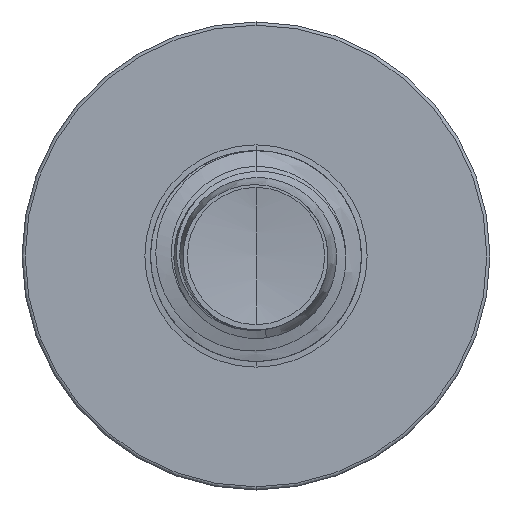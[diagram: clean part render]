
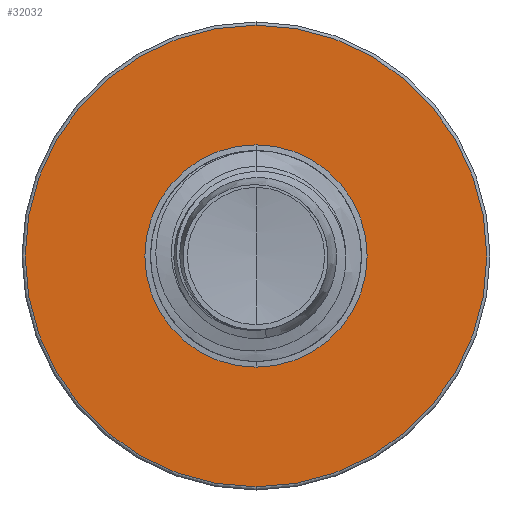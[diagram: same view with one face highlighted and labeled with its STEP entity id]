
A CAD part, front view. The second image highlights one B-rep face of the part: STEP entity #32032.
In plain terms, the highlighted planar face has unit normal (0, -1, 0).
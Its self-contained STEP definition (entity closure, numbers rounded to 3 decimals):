
#40 = AXIS2_PLACEMENT_3D ( 'NONE', #65, #22667, #3410 ) ;
#65 = CARTESIAN_POINT ( 'NONE',  ( 0., 25., 0. ) ) ;
#796 = DIRECTION ( 'NONE',  ( 0., 1., 0. ) ) ;
#2872 = VERTEX_POINT ( 'NONE', #21434 ) ;
#3410 = DIRECTION ( 'NONE',  ( 0., 0., 1. ) ) ;
#3969 = DIRECTION ( 'NONE',  ( 0., 1., 0. ) ) ;
#5452 = CARTESIAN_POINT ( 'NONE',  ( 0., 25., 0. ) ) ;
#7464 = EDGE_CURVE ( 'NONE', #34552, #11842, #16556, .T. ) ;
#8083 = EDGE_CURVE ( 'NONE', #21291, #2872, #21030, .T. ) ;
#8222 = CARTESIAN_POINT ( 'NONE',  ( 0., 25., 2.375 ) ) ;
#8585 = CARTESIAN_POINT ( 'NONE',  ( 0., 25., -4.932 ) ) ;
#8706 = DIRECTION ( 'NONE',  ( 0., 0., 1. ) ) ;
#10645 = EDGE_LOOP ( 'NONE', ( #15531, #15833 ) ) ;
#10836 = AXIS2_PLACEMENT_3D ( 'NONE', #5452, #27835, #8706 ) ;
#11842 = VERTEX_POINT ( 'NONE', #8222 ) ;
#14013 = AXIS2_PLACEMENT_3D ( 'NONE', #20155, #796, #23358 ) ;
#15475 = CARTESIAN_POINT ( 'NONE',  ( 0., 25., -2.375 ) ) ;
#15531 = ORIENTED_EDGE ( 'NONE', *, *, #35029, .F. ) ;
#15833 = ORIENTED_EDGE ( 'NONE', *, *, #8083, .F. ) ;
#15966 = ORIENTED_EDGE ( 'NONE', *, *, #35264, .T. ) ;
#16556 = CIRCLE ( 'NONE', #10836, 2.375 ) ;
#16675 = ORIENTED_EDGE ( 'NONE', *, *, #7464, .T. ) ;
#17521 = CARTESIAN_POINT ( 'NONE',  ( 0., 25., -2.375 ) ) ;
#18948 = DIRECTION ( 'NONE',  ( 0., 0., 1. ) ) ;
#20155 = CARTESIAN_POINT ( 'NONE',  ( 0., 25., 0. ) ) ;
#21030 = CIRCLE ( 'NONE', #25788, 4.933 ) ;
#21291 = VERTEX_POINT ( 'NONE', #8585 ) ;
#21434 = CARTESIAN_POINT ( 'NONE',  ( 0., 25., 4.933 ) ) ;
#22667 = DIRECTION ( 'NONE',  ( 0., 1., 0. ) ) ;
#23213 = CARTESIAN_POINT ( 'NONE',  ( 0., 25., 0. ) ) ;
#23358 = DIRECTION ( 'NONE',  ( 0., 0., 1. ) ) ;
#24604 = EDGE_LOOP ( 'NONE', ( #15966, #16675 ) ) ;
#25788 = AXIS2_PLACEMENT_3D ( 'NONE', #23213, #3969, #26409 ) ;
#26409 = DIRECTION ( 'NONE',  ( 0., 0., 1. ) ) ;
#27835 = DIRECTION ( 'NONE',  ( 0., 1., 0. ) ) ;
#28229 = CIRCLE ( 'NONE', #40, 4.933 ) ;
#31726 = FACE_BOUND ( 'NONE', #24604, .T. ) ;
#32032 = ADVANCED_FACE ( 'NONE', ( #33710, #31726 ), #34775, .F. ) ;
#32592 = AXIS2_PLACEMENT_3D ( 'NONE', #15475, #37942, #18948 ) ;
#33710 = FACE_OUTER_BOUND ( 'NONE', #10645, .T. ) ;
#34552 = VERTEX_POINT ( 'NONE', #17521 ) ;
#34662 = CIRCLE ( 'NONE', #14013, 2.375 ) ;
#34775 = PLANE ( 'NONE',  #32592 ) ;
#35029 = EDGE_CURVE ( 'NONE', #2872, #21291, #28229, .T. ) ;
#35264 = EDGE_CURVE ( 'NONE', #11842, #34552, #34662, .T. ) ;
#37942 = DIRECTION ( 'NONE',  ( 0., 1., 0. ) ) ;
